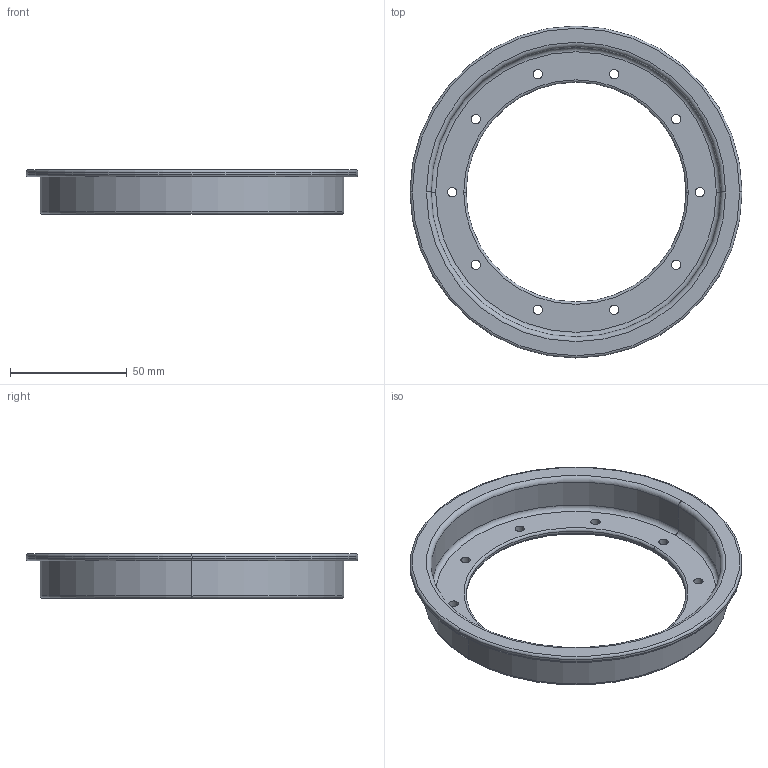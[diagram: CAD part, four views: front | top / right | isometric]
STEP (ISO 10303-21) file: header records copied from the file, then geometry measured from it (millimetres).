
FILE_DESCRIPTION (( 'STEP AP214' ), '1' );
FILE_NAME ('殈窒盓傅.STEP', '2025-04-21T11:02:21', ( 'Windows User' ), ( 'P R C' ), 'SwSTEP 2.0', 'SolidWorks 2020', '' );
FILE_SCHEMA (( 'AUTOMOTIVE_DESIGN' ));
Length unit declared in the file: millimetre
Products named in the file (1): 殈窒盓傅
Bounding box: 142 x 142 x 19 mm (x, y, z)
Volume: 45054.7 mm3; surface area: 31430.4 mm2
Topology: 1 solids, 1 shells, 46 faces, 112 edges, 70 vertices
Faces by surface type: cylinder 28, torus 14, plane 4
Entity records: 1466 total; most frequent: DIRECTION 290, CARTESIAN_POINT 229, ORIENTED_EDGE 224, AXIS2_PLACEMENT_3D 131, EDGE_CURVE 112, CIRCLE 84, VERTEX_POINT 70, EDGE_LOOP 70
